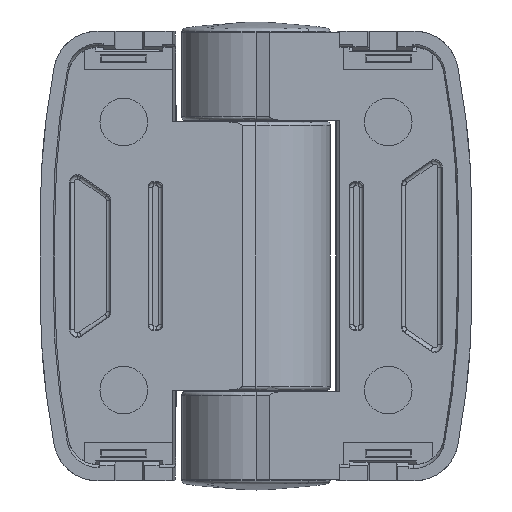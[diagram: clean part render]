
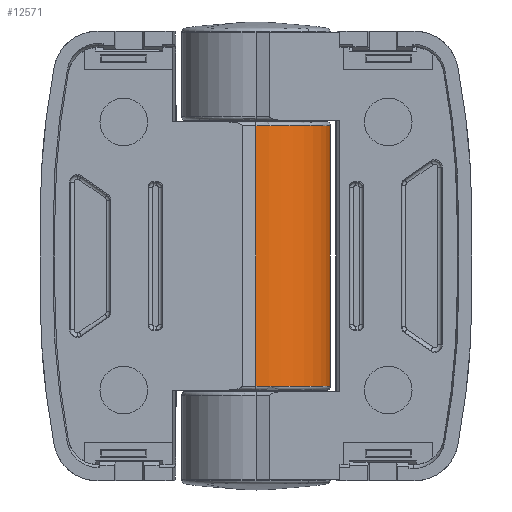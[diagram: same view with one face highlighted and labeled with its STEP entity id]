
A CAD part, front view. The second image highlights one B-rep face of the part: STEP entity #12571.
In plain terms, the highlighted cylindrical face has radius 10 mm (diameter 20 mm), a partial arc.
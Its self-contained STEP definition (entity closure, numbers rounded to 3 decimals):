
#477 = AXIS2_PLACEMENT_3D ( 'NONE', #6223, #6224, #6225 ) ;
#489 = AXIS2_PLACEMENT_3D ( 'NONE', #6295, #6296, #6297 ) ;
#674 = AXIS2_PLACEMENT_3D ( 'NONE', #11232, #11233, #11231 ) ;
#2853 = FACE_OUTER_BOUND ( 'NONE', #8467, .T. ) ;
#2865 = CYLINDRICAL_SURFACE ( 'NONE', #674, 10. ) ;
#4020 = CIRCLE ( 'NONE', #477, 10. ) ;
#4035 = LINE ( 'NONE', #6283, #4043 ) ;
#4041 = LINE ( 'NONE', #6276, #4046 ) ;
#4043 = VECTOR ( 'NONE', #6284, 1000. ) ;
#4045 = CIRCLE ( 'NONE', #489, 10. ) ;
#4046 = VECTOR ( 'NONE', #6290, 1000. ) ;
#6067 = EDGE_CURVE ( 'NONE', #13767, #13764, #4020, .T. ) ;
#6086 = EDGE_CURVE ( 'NONE', #13764, #13771, #4035, .T. ) ;
#6089 = EDGE_CURVE ( 'NONE', #13771, #13776, #4045, .T. ) ;
#6090 = EDGE_CURVE ( 'NONE', #13767, #13776, #4041, .T. ) ;
#6223 = CARTESIAN_POINT ( 'NONE',  ( 0., 0., 17.5 ) ) ;
#6224 = DIRECTION ( 'NONE',  ( 0., 0., -1. ) ) ;
#6225 = DIRECTION ( 'NONE',  ( -1., 0., 0. ) ) ;
#6276 = CARTESIAN_POINT ( 'NONE',  ( 0., -10., 30. ) ) ;
#6283 = CARTESIAN_POINT ( 'NONE',  ( -10., 0., 30. ) ) ;
#6284 = DIRECTION ( 'NONE',  ( 0., 0., -1. ) ) ;
#6290 = DIRECTION ( 'NONE',  ( 0., 0., -1. ) ) ;
#6295 = CARTESIAN_POINT ( 'NONE',  ( 0., 0., -17.5 ) ) ;
#6296 = DIRECTION ( 'NONE',  ( 0., 0., 1. ) ) ;
#6297 = DIRECTION ( 'NONE',  ( 1., 0., 0. ) ) ;
#8467 = EDGE_LOOP ( 'NONE', ( #12528, #12529, #9813, #11957 ) ) ;
#9813 = ORIENTED_EDGE ( 'NONE', *, *, #6089, .T. ) ;
#11231 = DIRECTION ( 'NONE',  ( -1., 0., 0. ) ) ;
#11232 = CARTESIAN_POINT ( 'NONE',  ( 0., 0., 30. ) ) ;
#11233 = DIRECTION ( 'NONE',  ( 0., 0., -1. ) ) ;
#11957 = ORIENTED_EDGE ( 'NONE', *, *, #6090, .F. ) ;
#12528 = ORIENTED_EDGE ( 'NONE', *, *, #6067, .T. ) ;
#12529 = ORIENTED_EDGE ( 'NONE', *, *, #6086, .T. ) ;
#12571 = ADVANCED_FACE ( 'NONE', ( #2853 ), #2865, .T. ) ;
#13075 = CARTESIAN_POINT ( 'NONE',  ( -10., 0., 17.5 ) ) ;
#13078 = CARTESIAN_POINT ( 'NONE',  ( 0., -10., 17.5 ) ) ;
#13082 = CARTESIAN_POINT ( 'NONE',  ( -10., 0., -17.5 ) ) ;
#13087 = CARTESIAN_POINT ( 'NONE',  ( 0., -10., -17.5 ) ) ;
#13764 = VERTEX_POINT ( 'NONE', #13075 ) ;
#13767 = VERTEX_POINT ( 'NONE', #13078 ) ;
#13771 = VERTEX_POINT ( 'NONE', #13082 ) ;
#13776 = VERTEX_POINT ( 'NONE', #13087 ) ;
